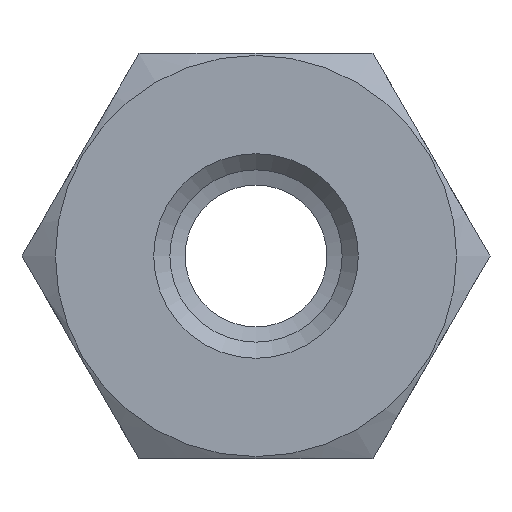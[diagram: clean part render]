
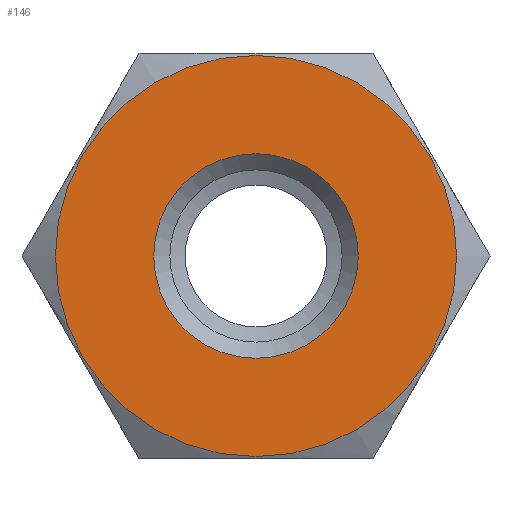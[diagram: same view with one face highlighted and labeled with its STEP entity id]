
A CAD part, front view. The second image highlights one B-rep face of the part: STEP entity #146.
In plain terms, the highlighted planar face has unit normal (0, -1, 0).
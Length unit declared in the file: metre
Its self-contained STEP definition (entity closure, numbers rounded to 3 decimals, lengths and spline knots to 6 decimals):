
#146 = ADVANCED_FACE( 'NONE', ( #318, #319 ), #320, .T. );
#318 = FACE_OUTER_BOUND( '', #489, .T. );
#319 = FACE_BOUND( '', #490, .T. );
#320 = PLANE( '', #491 );
#489 = EDGE_LOOP( '', ( #794 ) );
#490 = EDGE_LOOP( '', ( #795 ) );
#491 = AXIS2_PLACEMENT_3D( '', #796, #797, #798 );
#794 = ORIENTED_EDGE( '', *, *, #929, .T. );
#795 = ORIENTED_EDGE( '', *, *, #923, .F. );
#796 = CARTESIAN_POINT( '', ( 0., 0., 0. ) );
#797 = DIRECTION( '', ( 0., -1., 0. ) );
#798 = DIRECTION( '', ( 0., 0., -1. ) );
#923 = EDGE_CURVE( 'NONE', #1094, #1094, #1095, .T. );
#929 = EDGE_CURVE( 'NONE', #1104, #1104, #1105, .T. );
#1094 = VERTEX_POINT( '', #1452 );
#1095 = CIRCLE( '', #1453, 0.00505 );
#1104 = VERTEX_POINT( '', #1486 );
#1105 = CIRCLE( '', #1487, 0.0099 );
#1452 = CARTESIAN_POINT( '', ( 0., 0., -0.00505 ) );
#1453 = AXIS2_PLACEMENT_3D( '', #1596, #1597, #1598 );
#1486 = CARTESIAN_POINT( '', ( 0., 0., -0.0099 ) );
#1487 = AXIS2_PLACEMENT_3D( '', #1599, #1600, #1601 );
#1596 = CARTESIAN_POINT( '', ( 0., 0., 0. ) );
#1597 = DIRECTION( '', ( 0., -1., 0. ) );
#1598 = DIRECTION( '', ( 0., 0., -1. ) );
#1599 = CARTESIAN_POINT( '', ( 0., 0., 0. ) );
#1600 = DIRECTION( '', ( 0., -1., 0. ) );
#1601 = DIRECTION( '', ( 0., 0., -1. ) );
